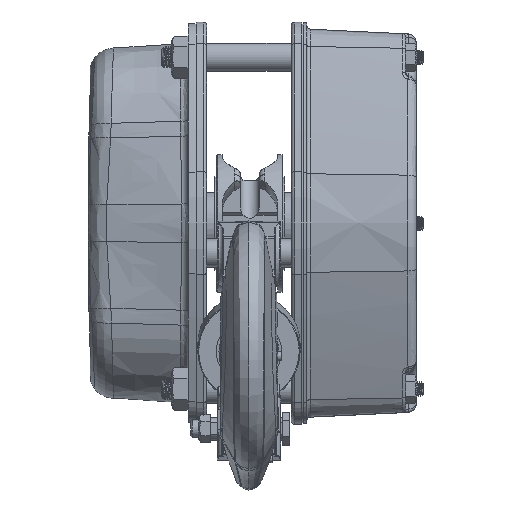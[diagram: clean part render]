
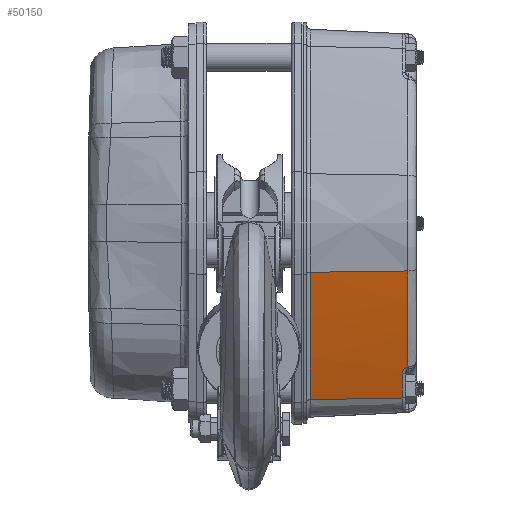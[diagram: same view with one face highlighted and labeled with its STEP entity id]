
A CAD part, top view. The second image highlights one B-rep face of the part: STEP entity #50150.
In plain terms, the highlighted conical face has half-angle 2.772 degrees and reference radius 693.978 mm.
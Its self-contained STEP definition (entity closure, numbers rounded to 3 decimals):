
#2501=B_SPLINE_CURVE_WITH_KNOTS($,3,(#127589,#127590,#127591,#127592,#127593,
#127594,#127595,#127596),.UNSPECIFIED.,.F.,.F.,(4,1,1,1,1,4),(0.,0.2,0.4,
0.6,0.8,1.),.UNSPECIFIED.);
#4070=CONICAL_SURFACE($,#55718,693.978,2.772);
#7585=CIRCLE($,#55717,693.753);
#7586=CIRCLE($,#55719,692.675);
#7587=CIRCLE($,#55720,696.353);
#10486=FACE_OUTER_BOUND($,#13707,.T.);
#13707=EDGE_LOOP($,(#45750,#45751,#45752,#45753,#45754,#45755));
#16368=LINE($,#127598,#18875);
#16369=LINE($,#127601,#18876);
#18875=VECTOR($,#69022,55.403);
#18876=VECTOR($,#69025,52.254);
#23716=VERTEX_POINT($,#127542);
#23717=VERTEX_POINT($,#127560);
#23719=VERTEX_POINT($,#127586);
#23720=VERTEX_POINT($,#127587);
#23721=VERTEX_POINT($,#127597);
#23722=VERTEX_POINT($,#127599);
#31136=EDGE_CURVE($,#23716,#23717,#7585,.T.);
#31139=EDGE_CURVE($,#23719,#23720,#7586,.T.);
#31140=EDGE_CURVE($,#23720,#23717,#2501,.T.);
#31141=EDGE_CURVE($,#23716,#23721,#16368,.T.);
#31142=EDGE_CURVE($,#23721,#23722,#7587,.T.);
#31143=EDGE_CURVE($,#23722,#23719,#16369,.T.);
#45750=ORIENTED_EDGE($,*,*,#31139,.T.);
#45751=ORIENTED_EDGE($,*,*,#31140,.T.);
#45752=ORIENTED_EDGE($,*,*,#31136,.F.);
#45753=ORIENTED_EDGE($,*,*,#31141,.T.);
#45754=ORIENTED_EDGE($,*,*,#31142,.T.);
#45755=ORIENTED_EDGE($,*,*,#31143,.T.);
#50150=ADVANCED_FACE($,(#10486),#4070,.T.);
#55717=AXIS2_PLACEMENT_3D($,#127561,#69016,#69017);
#55718=AXIS2_PLACEMENT_3D($,#127585,#69018,#69019);
#55719=AXIS2_PLACEMENT_3D($,#127588,#69020,#69021);
#55720=AXIS2_PLACEMENT_3D($,#127600,#69023,#69024);
#69016=DIRECTION('center_axis',(1.,0.,
0.));
#69017=DIRECTION('ref_axis',(0.,-0.278,
0.961));
#69018=DIRECTION('center_axis',(-1.,0.,
0.));
#69019=DIRECTION('ref_axis',(0.,-0.373,
0.928));
#69020=DIRECTION('center_axis',(-1.,0.,
0.));
#69021=DIRECTION('ref_axis',(0.,-0.382,
0.924));
#69022=DIRECTION($,(-0.999,-0.013,0.046));
#69023=DIRECTION('center_axis',(1.,0.,
0.));
#69024=DIRECTION('ref_axis',(0.,-0.278,
0.961));
#69025=DIRECTION($,(0.999,0.018,-0.045));
#127542=CARTESIAN_POINT('',(62.792,-27.158,93.881));
#127560=CARTESIAN_POINT('',(62.792,-81.559,75.673));
#127561=CARTESIAN_POINT('Origin',(62.817,165.653,-572.54));
#127585=CARTESIAN_POINT('Origin',(58.169,165.653,-572.54));
#127586=CARTESIAN_POINT('',(59.647,-99.107,68.87));
#127587=CARTESIAN_POINT('',(59.647,-85.541,74.303));
#127588=CARTESIAN_POINT('Origin',(59.648,165.204,-571.395));
#127589=CARTESIAN_POINT('Ctrl Pts',(59.647,-85.541,
74.303));
#127590=CARTESIAN_POINT('Ctrl Pts',(59.651,-85.143,74.457));
#127591=CARTESIAN_POINT('Ctrl Pts',(59.754,-84.388,74.744));
#127592=CARTESIAN_POINT('Ctrl Pts',(60.215,-83.348,75.121));
#127593=CARTESIAN_POINT('Ctrl Pts',(60.916,-82.487,75.415));
#127594=CARTESIAN_POINT('Ctrl Pts',(61.847,-81.848,
75.611));
#127595=CARTESIAN_POINT('Ctrl Pts',(62.468,-81.624,
75.664));
#127596=CARTESIAN_POINT('Ctrl Pts',(62.792,-81.559,75.673));
#127597=CARTESIAN_POINT('',(7.453,-27.902,96.453));
#127598=CARTESIAN_POINT($,(62.792,-27.158,93.881));
#127599=CARTESIAN_POINT('',(7.453,-100.07,71.204));
#127600=CARTESIAN_POINT('Origin',(7.475,165.627,-572.466));
#127601=CARTESIAN_POINT($,(7.453,-100.07,71.204));
